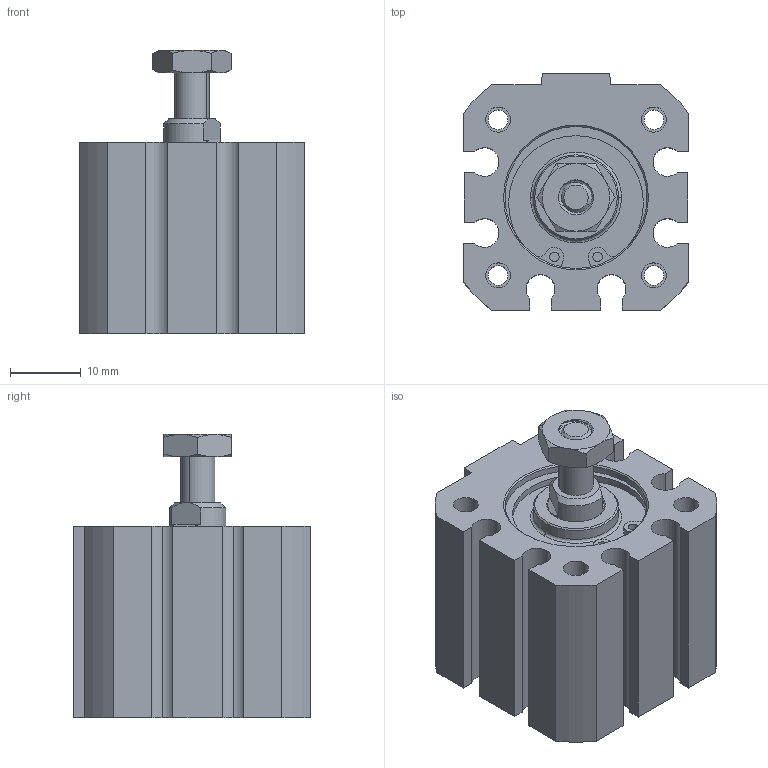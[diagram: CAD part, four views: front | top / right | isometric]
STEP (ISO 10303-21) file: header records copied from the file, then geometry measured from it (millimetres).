
FILE_DESCRIPTION (( 'STEP AP214' ), '1' );
FILE_NAME ('WCP-0802 Rev1.STEP', '2022-11-29T21:29:05', ( '' ), ( '' ), 'SwSTEP 2.0', 'SolidWorks 2020', '' );
FILE_SCHEMA (( 'AUTOMOTIVE_DESIGN' ));
Length unit declared in the file: inch
Products named in the file (1): WCP-0802 Rev1
Bounding box: 31.75 x 33.34 x 39.88 mm (x, y, z)
Volume: 20057.6 mm3; surface area: 11803.1 mm2
Topology: 4 solids, 4 shells, 203 faces, 505 edges, 326 vertices
Faces by surface type: cylinder 95, plane 64, cone 40, bspline 4
Entity records: 9873 total; most frequent: CARTESIAN_POINT 2316, DIRECTION 1033, ORIENTED_EDGE 1002, EDGE_CURVE 501, AXIS2_PLACEMENT_3D 408, VERTEX_POINT 326, EDGE_LOOP 237, VECTOR 217
